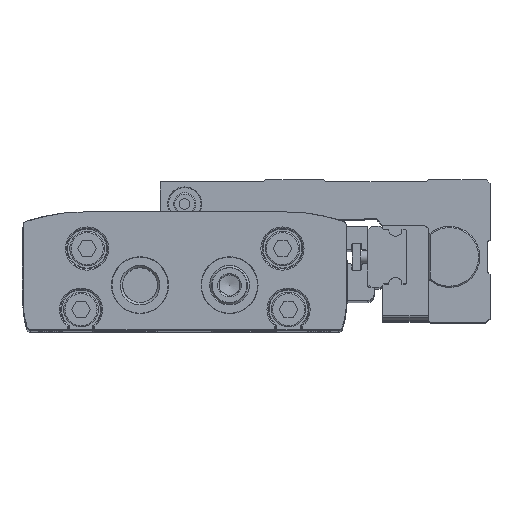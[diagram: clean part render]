
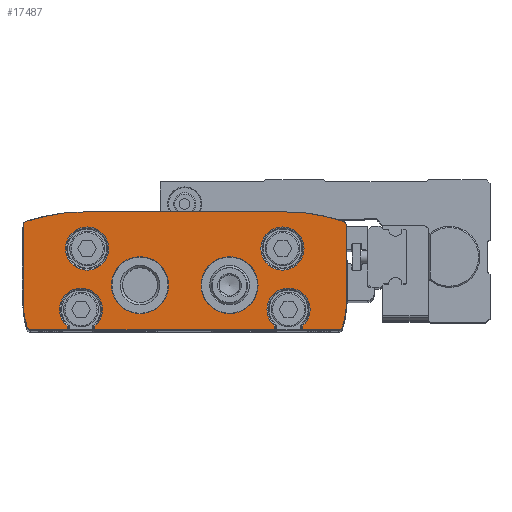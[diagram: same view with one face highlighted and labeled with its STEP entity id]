
A CAD part, top view. The second image highlights one B-rep face of the part: STEP entity #17487.
In plain terms, the highlighted planar face has unit normal (0, 0, 1).
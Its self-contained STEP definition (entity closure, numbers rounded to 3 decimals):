
#776=LINE('',#29172,#2323);
#785=LINE('',#29200,#2332);
#786=LINE('',#29208,#2333);
#795=LINE('',#29236,#2342);
#796=LINE('',#29239,#2343);
#797=LINE('',#29241,#2344);
#798=LINE('',#29247,#2345);
#799=LINE('',#29253,#2346);
#800=LINE('',#29259,#2347);
#801=LINE('',#29265,#2348);
#2323=VECTOR('',#23591,1000.);
#2332=VECTOR('',#23610,1000.);
#2333=VECTOR('',#23613,1000.);
#2342=VECTOR('',#23632,1000.);
#2343=VECTOR('',#23637,1000.);
#2344=VECTOR('',#23640,1000.);
#2345=VECTOR('',#23645,1000.);
#2346=VECTOR('',#23650,1000.);
#2347=VECTOR('',#23655,1000.);
#2348=VECTOR('',#23660,1000.);
#3963=ORIENTED_EDGE('',*,*,#8858,.F.);
#3964=ORIENTED_EDGE('',*,*,#8843,.T.);
#3965=ORIENTED_EDGE('',*,*,#8859,.T.);
#3966=ORIENTED_EDGE('',*,*,#8845,.F.);
#3967=ORIENTED_EDGE('',*,*,#8860,.F.);
#3968=ORIENTED_EDGE('',*,*,#8857,.T.);
#3969=ORIENTED_EDGE('',*,*,#8861,.T.);
#3970=ORIENTED_EDGE('',*,*,#8862,.T.);
#3971=ORIENTED_EDGE('',*,*,#8863,.T.);
#3972=ORIENTED_EDGE('',*,*,#8864,.T.);
#3973=ORIENTED_EDGE('',*,*,#8865,.T.);
#3974=ORIENTED_EDGE('',*,*,#8866,.T.);
#3975=ORIENTED_EDGE('',*,*,#8867,.T.);
#3976=ORIENTED_EDGE('',*,*,#8868,.T.);
#3977=ORIENTED_EDGE('',*,*,#8869,.T.);
#3978=ORIENTED_EDGE('',*,*,#8870,.T.);
#3979=ORIENTED_EDGE('',*,*,#8871,.T.);
#3980=ORIENTED_EDGE('',*,*,#8872,.T.);
#3981=ORIENTED_EDGE('',*,*,#8873,.T.);
#3982=ORIENTED_EDGE('',*,*,#8831,.F.);
#3983=ORIENTED_EDGE('',*,*,#8874,.F.);
#3984=ORIENTED_EDGE('',*,*,#8875,.F.);
#3985=ORIENTED_EDGE('',*,*,#8876,.F.);
#3986=ORIENTED_EDGE('',*,*,#8877,.F.);
#8831=EDGE_CURVE('',#11278,#11280,#776,.T.);
#8843=EDGE_CURVE('',#11288,#11289,#785,.T.);
#8845=EDGE_CURVE('',#11290,#11292,#786,.T.);
#8857=EDGE_CURVE('',#11300,#11301,#795,.T.);
#8858=EDGE_CURVE('',#11288,#11278,#12979,.T.);
#8859=EDGE_CURVE('',#11289,#11292,#796,.T.);
#8860=EDGE_CURVE('',#11300,#11290,#12980,.T.);
#8861=EDGE_CURVE('',#11301,#11302,#797,.T.);
#8862=EDGE_CURVE('',#11302,#11303,#12981,.T.);
#8863=EDGE_CURVE('',#11303,#11304,#12982,.T.);
#8864=EDGE_CURVE('',#11304,#11305,#798,.T.);
#8865=EDGE_CURVE('',#11305,#11306,#12983,.T.);
#8866=EDGE_CURVE('',#11306,#11307,#12984,.T.);
#8867=EDGE_CURVE('',#11307,#11308,#799,.T.);
#8868=EDGE_CURVE('',#11308,#11309,#12985,.T.);
#8869=EDGE_CURVE('',#11309,#11310,#12986,.T.);
#8870=EDGE_CURVE('',#11310,#11311,#800,.T.);
#8871=EDGE_CURVE('',#11311,#11312,#12987,.T.);
#8872=EDGE_CURVE('',#11312,#11313,#12988,.T.);
#8873=EDGE_CURVE('',#11313,#11280,#801,.T.);
#8874=EDGE_CURVE('',#11314,#11314,#12989,.T.);
#8875=EDGE_CURVE('',#11315,#11315,#12990,.T.);
#8876=EDGE_CURVE('',#11316,#11316,#12991,.T.);
#8877=EDGE_CURVE('',#11317,#11317,#12992,.T.);
#11278=VERTEX_POINT('',#29170);
#11280=VERTEX_POINT('',#29173);
#11288=VERTEX_POINT('',#29197);
#11289=VERTEX_POINT('',#29199);
#11290=VERTEX_POINT('',#29206);
#11292=VERTEX_POINT('',#29209);
#11300=VERTEX_POINT('',#29233);
#11301=VERTEX_POINT('',#29235);
#11302=VERTEX_POINT('',#29242);
#11303=VERTEX_POINT('',#29244);
#11304=VERTEX_POINT('',#29246);
#11305=VERTEX_POINT('',#29248);
#11306=VERTEX_POINT('',#29250);
#11307=VERTEX_POINT('',#29252);
#11308=VERTEX_POINT('',#29254);
#11309=VERTEX_POINT('',#29256);
#11310=VERTEX_POINT('',#29258);
#11311=VERTEX_POINT('',#29260);
#11312=VERTEX_POINT('',#29262);
#11313=VERTEX_POINT('',#29264);
#11314=VERTEX_POINT('',#29267);
#11315=VERTEX_POINT('',#29269);
#11316=VERTEX_POINT('',#29271);
#11317=VERTEX_POINT('',#29273);
#12979=CIRCLE('',#21493,5.3);
#12980=CIRCLE('',#21494,5.3);
#12981=CIRCLE('',#21495,1.);
#12982=CIRCLE('',#21496,21.);
#12983=CIRCLE('',#21497,1.);
#12984=CIRCLE('',#21498,45.);
#12985=CIRCLE('',#21499,45.);
#12986=CIRCLE('',#21500,1.);
#12987=CIRCLE('',#21501,21.);
#12988=CIRCLE('',#21502,1.);
#12989=CIRCLE('',#21503,5.3);
#12990=CIRCLE('',#21504,5.3);
#12991=CIRCLE('',#21505,7.);
#12992=CIRCLE('',#21506,7.);
#13815=EDGE_LOOP('',(#3963,#3964,#3965,#3966,#3967,#3968,#3969,#3970,#3971,
#3972,#3973,#3974,#3975,#3976,#3977,#3978,#3979,#3980,#3981,#3982));
#13816=EDGE_LOOP('',(#3983));
#13817=EDGE_LOOP('',(#3984));
#13818=EDGE_LOOP('',(#3985));
#13819=EDGE_LOOP('',(#3986));
#15360=FACE_BOUND('',#13815,.T.);
#15361=FACE_BOUND('',#13816,.T.);
#15362=FACE_BOUND('',#13817,.T.);
#15363=FACE_BOUND('',#13818,.T.);
#15364=FACE_BOUND('',#13819,.T.);
#16904=PLANE('',#21492);
#17487=ADVANCED_FACE('',(#15360,#15361,#15362,#15363,#15364),#16904,.T.);
#21492=AXIS2_PLACEMENT_3D('',#29237,#23633,#23634);
#21493=AXIS2_PLACEMENT_3D('',#29238,#23635,#23636);
#21494=AXIS2_PLACEMENT_3D('',#29240,#23638,#23639);
#21495=AXIS2_PLACEMENT_3D('',#29243,#23641,#23642);
#21496=AXIS2_PLACEMENT_3D('',#29245,#23643,#23644);
#21497=AXIS2_PLACEMENT_3D('',#29249,#23646,#23647);
#21498=AXIS2_PLACEMENT_3D('',#29251,#23648,#23649);
#21499=AXIS2_PLACEMENT_3D('',#29255,#23651,#23652);
#21500=AXIS2_PLACEMENT_3D('',#29257,#23653,#23654);
#21501=AXIS2_PLACEMENT_3D('',#29261,#23656,#23657);
#21502=AXIS2_PLACEMENT_3D('',#29263,#23658,#23659);
#21503=AXIS2_PLACEMENT_3D('',#29266,#23661,#23662);
#21504=AXIS2_PLACEMENT_3D('',#29268,#23663,#23664);
#21505=AXIS2_PLACEMENT_3D('',#29270,#23665,#23666);
#21506=AXIS2_PLACEMENT_3D('',#29272,#23667,#23668);
#23591=DIRECTION('',(0.,-1.,0.));
#23610=DIRECTION('',(0.,-1.,0.));
#23613=DIRECTION('',(0.,-1.,0.));
#23632=DIRECTION('',(0.,-1.,0.));
#23633=DIRECTION('',(0.,0.,1.));
#23634=DIRECTION('',(1.,0.,0.));
#23635=DIRECTION('',(0.,0.,1.));
#23636=DIRECTION('',(1.,0.,0.));
#23637=DIRECTION('',(1.,0.,0.));
#23638=DIRECTION('',(0.,0.,1.));
#23639=DIRECTION('',(1.,0.,0.));
#23640=DIRECTION('',(1.,0.,0.));
#23641=DIRECTION('',(0.,0.,1.));
#23642=DIRECTION('',(1.,0.,0.));
#23643=DIRECTION('',(0.,0.,1.));
#23644=DIRECTION('',(1.,0.,0.));
#23645=DIRECTION('',(0.,1.,0.));
#23646=DIRECTION('',(0.,0.,1.));
#23647=DIRECTION('',(1.,0.,0.));
#23648=DIRECTION('',(0.,0.,1.));
#23649=DIRECTION('',(1.,0.,0.));
#23650=DIRECTION('',(-1.,0.,0.));
#23651=DIRECTION('',(0.,0.,1.));
#23652=DIRECTION('',(1.,0.,0.));
#23653=DIRECTION('',(0.,0.,1.));
#23654=DIRECTION('',(1.,0.,0.));
#23655=DIRECTION('',(0.,-1.,0.));
#23656=DIRECTION('',(0.,0.,1.));
#23657=DIRECTION('',(1.,0.,0.));
#23658=DIRECTION('',(0.,0.,1.));
#23659=DIRECTION('',(1.,0.,0.));
#23660=DIRECTION('',(1.,0.,0.));
#23661=DIRECTION('',(0.,0.,1.));
#23662=DIRECTION('',(1.,0.,0.));
#23663=DIRECTION('',(0.,0.,1.));
#23664=DIRECTION('',(1.,0.,0.));
#23665=DIRECTION('',(0.,0.,1.));
#23666=DIRECTION('',(1.,0.,0.));
#23667=DIRECTION('',(0.,0.,1.));
#23668=DIRECTION('',(1.,0.,0.));
#29170=CARTESIAN_POINT('',(-28.9,0.934,175.));
#29172=CARTESIAN_POINT('',(-28.9,5.,175.));
#29173=CARTESIAN_POINT('',(-28.9,0.,175.));
#29197=CARTESIAN_POINT('',(-22.1,0.934,175.));
#29199=CARTESIAN_POINT('',(-22.1,0.,175.));
#29200=CARTESIAN_POINT('',(-22.1,5.,175.));
#29206=CARTESIAN_POINT('',(22.1,0.934,175.));
#29208=CARTESIAN_POINT('',(22.1,5.,175.));
#29209=CARTESIAN_POINT('',(22.1,0.,175.));
#29233=CARTESIAN_POINT('',(28.9,0.934,175.));
#29235=CARTESIAN_POINT('',(28.9,0.,175.));
#29236=CARTESIAN_POINT('',(28.9,5.,175.));
#29237=CARTESIAN_POINT('',(-18.7,7.,175.));
#29238=CARTESIAN_POINT('',(-25.5,5.,175.));
#29239=CARTESIAN_POINT('',(-37.779,0.,175.));
#29240=CARTESIAN_POINT('',(25.5,5.,175.));
#29241=CARTESIAN_POINT('',(-37.779,0.,175.));
#29242=CARTESIAN_POINT('',(37.779,0.,175.));
#29243=CARTESIAN_POINT('',(37.779,1.,175.));
#29244=CARTESIAN_POINT('',(38.733,0.7,175.));
#29245=CARTESIAN_POINT('',(18.7,7.,175.));
#29246=CARTESIAN_POINT('',(39.7,7.,175.));
#29247=CARTESIAN_POINT('',(39.7,7.,175.));
#29248=CARTESIAN_POINT('',(39.7,25.713,175.));
#29249=CARTESIAN_POINT('',(38.7,25.713,175.));
#29250=CARTESIAN_POINT('',(39.018,26.661,175.));
#29251=CARTESIAN_POINT('',(24.7,-16.,175.));
#29252=CARTESIAN_POINT('',(24.7,29.,175.));
#29253=CARTESIAN_POINT('',(24.7,29.,175.));
#29254=CARTESIAN_POINT('',(-24.7,29.,175.));
#29255=CARTESIAN_POINT('',(-24.7,-16.,175.));
#29256=CARTESIAN_POINT('',(-39.018,26.661,175.));
#29257=CARTESIAN_POINT('',(-38.7,25.713,175.));
#29258=CARTESIAN_POINT('',(-39.7,25.713,175.));
#29259=CARTESIAN_POINT('',(-39.7,25.713,175.));
#29260=CARTESIAN_POINT('',(-39.7,7.,175.));
#29261=CARTESIAN_POINT('',(-18.7,7.,175.));
#29262=CARTESIAN_POINT('',(-38.733,0.7,175.));
#29263=CARTESIAN_POINT('',(-37.779,1.,175.));
#29264=CARTESIAN_POINT('',(-37.779,0.,175.));
#29265=CARTESIAN_POINT('',(-37.779,0.,175.));
#29266=CARTESIAN_POINT('',(-24.,20.,175.));
#29267=CARTESIAN_POINT('',(-18.7,20.,175.));
#29268=CARTESIAN_POINT('',(24.,20.,175.));
#29269=CARTESIAN_POINT('',(29.3,20.,175.));
#29270=CARTESIAN_POINT('',(-11.,11.,175.));
#29271=CARTESIAN_POINT('',(-4.,11.,175.));
#29272=CARTESIAN_POINT('',(11.,11.,175.));
#29273=CARTESIAN_POINT('',(18.,11.,175.));
